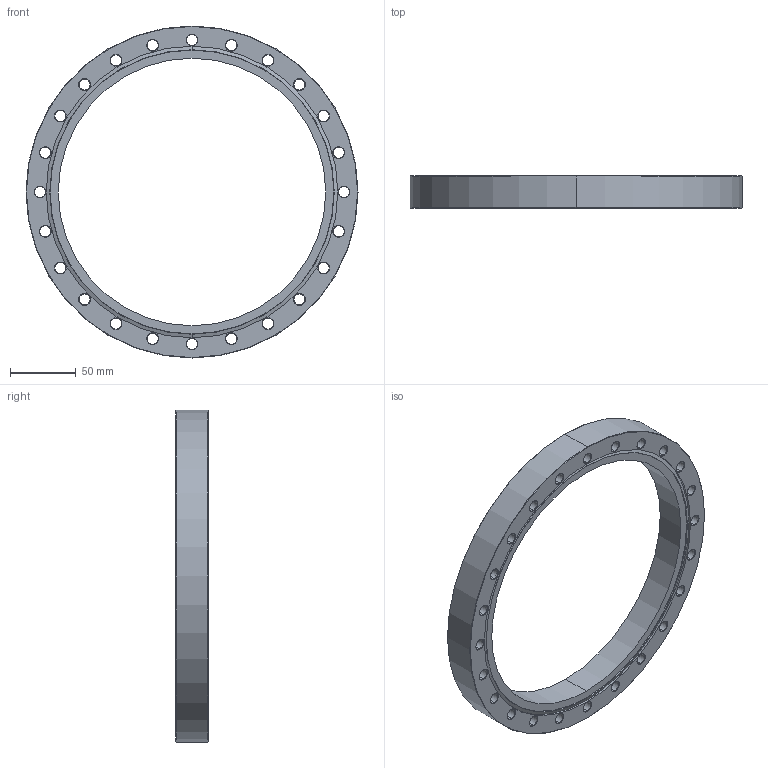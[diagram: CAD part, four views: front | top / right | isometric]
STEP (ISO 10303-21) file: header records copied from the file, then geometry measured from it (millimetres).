
FILE_DESCRIPTION (( 'STEP AP214' ), '1' );
FILE_NAME ('Hositrad_CF200-200D_DoubleSided.STEP', '2010-10-26T15:09:53', ( 'Hositrad' ), ( 'Hositrad' ), 'SwSTEP 2.0', 'SolidWorks 2010', '' );
FILE_SCHEMA (( 'AUTOMOTIVE_DESIGN' ));
Length unit declared in the file: millimetre
Products named in the file (1): Hositrad_CF200-200D_DoubleSided
Bounding box: 253.2 x 24.6 x 253.2 mm (x, y, z)
Volume: 387484 mm3; surface area: 84590.2 mm2
Topology: 1 solids, 1 shells, 168 faces, 384 edges, 220 vertices
Faces by surface type: cone 108, cylinder 56, plane 4
Entity records: 4838 total; most frequent: DIRECTION 942, CARTESIAN_POINT 773, ORIENTED_EDGE 768, AXIS2_PLACEMENT_3D 389, EDGE_CURVE 384, CIRCLE 220, VERTEX_POINT 220, EDGE_LOOP 220
